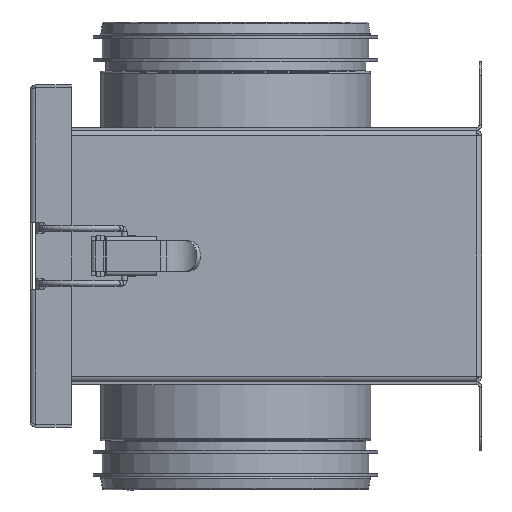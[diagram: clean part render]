
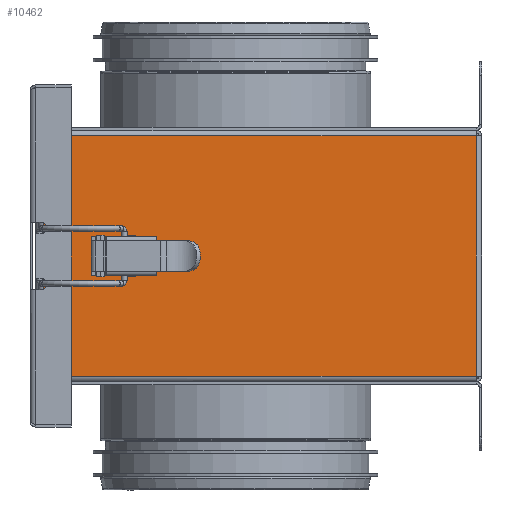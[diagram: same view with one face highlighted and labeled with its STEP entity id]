
A CAD part, left-side view. The second image highlights one B-rep face of the part: STEP entity #10462.
In plain terms, the highlighted planar face has unit normal (-1, 0, 0).
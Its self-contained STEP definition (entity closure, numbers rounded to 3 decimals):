
#170=FACE_BOUND('',#2148,.T.);
#171=FACE_BOUND('',#2149,.T.);
#172=FACE_BOUND('',#2150,.T.);
#316=CIRCLE('',#10912,10.);
#910=PLANE('',#11470);
#1446=FACE_OUTER_BOUND('',#2147,.T.);
#2147=EDGE_LOOP('',(#8752,#8753,#8754,#8755,#8756,#8757,#8758,#8759,#8760,
#8761,#8762,#8763));
#2148=EDGE_LOOP('',(#8764,#8765,#8766,#8767));
#2149=EDGE_LOOP('',(#8768,#8769,#8770,#8771));
#2150=EDGE_LOOP('',(#8772,#8773,#8774,#8775,#8776,#8777,#8778,#8779));
#2376=LINE('',#15007,#3290);
#2378=LINE('',#15015,#3292);
#2386=LINE('',#15042,#3300);
#2388=LINE('',#15050,#3302);
#2398=LINE('',#15082,#3312);
#2411=LINE('',#15113,#3325);
#2449=LINE('',#15287,#3363);
#2470=LINE('',#15342,#3384);
#2497=LINE('',#15412,#3411);
#2508=LINE('',#15452,#3422);
#2514=LINE('',#15471,#3428);
#2522=LINE('',#15489,#3436);
#2533=LINE('',#15520,#3447);
#2535=LINE('',#15523,#3449);
#2537=LINE('',#15529,#3451);
#3015=LINE('',#17267,#3929);
#3031=LINE('',#17330,#3945);
#3070=LINE('',#17455,#3984);
#3071=LINE('',#17457,#3985);
#3072=LINE('',#17459,#3986);
#3073=LINE('',#17461,#3987);
#3074=LINE('',#17463,#3988);
#3075=LINE('',#17465,#3989);
#3076=LINE('',#17467,#3990);
#3077=LINE('',#17469,#3991);
#3078=LINE('',#17471,#3992);
#3079=LINE('',#17472,#3993);
#3290=VECTOR('',#12001,10.);
#3292=VECTOR('',#12009,10.);
#3300=VECTOR('',#12029,10.);
#3302=VECTOR('',#12037,10.);
#3312=VECTOR('',#12063,10.);
#3325=VECTOR('',#12094,10.);
#3363=VECTOR('',#12228,10.);
#3384=VECTOR('',#12291,10.);
#3411=VECTOR('',#12366,10.);
#3422=VECTOR('',#12403,10.);
#3428=VECTOR('',#12419,10.);
#3436=VECTOR('',#12437,10.);
#3447=VECTOR('',#12468,10.);
#3449=VECTOR('',#12472,10.);
#3451=VECTOR('',#12480,10.);
#3929=VECTOR('',#14000,10.);
#3945=VECTOR('',#14038,10.);
#3984=VECTOR('',#14127,10.);
#3985=VECTOR('',#14128,10.);
#3986=VECTOR('',#14129,10.);
#3987=VECTOR('',#14130,10.);
#3988=VECTOR('',#14131,10.);
#3989=VECTOR('',#14132,10.);
#3990=VECTOR('',#14133,10.);
#3991=VECTOR('',#14134,10.);
#3992=VECTOR('',#14135,10.);
#3993=VECTOR('',#14136,10.);
#4194=VERTEX_POINT('',#14810);
#4247=VERTEX_POINT('',#15005);
#4248=VERTEX_POINT('',#15006);
#4251=VERTEX_POINT('',#15014);
#4263=VERTEX_POINT('',#15040);
#4264=VERTEX_POINT('',#15041);
#4267=VERTEX_POINT('',#15049);
#4281=VERTEX_POINT('',#15081);
#4322=VERTEX_POINT('',#15286);
#4353=VERTEX_POINT('',#15410);
#4354=VERTEX_POINT('',#15411);
#4370=VERTEX_POINT('',#15450);
#4378=VERTEX_POINT('',#15470);
#4383=VERTEX_POINT('',#15487);
#4392=VERTEX_POINT('',#15517);
#4393=VERTEX_POINT('',#15519);
#4394=VERTEX_POINT('',#15525);
#4846=VERTEX_POINT('',#17266);
#4854=VERTEX_POINT('',#17327);
#4855=VERTEX_POINT('',#17329);
#4879=VERTEX_POINT('',#17456);
#4880=VERTEX_POINT('',#17458);
#4881=VERTEX_POINT('',#17460);
#4882=VERTEX_POINT('',#17462);
#4883=VERTEX_POINT('',#17464);
#4884=VERTEX_POINT('',#17466);
#4885=VERTEX_POINT('',#17468);
#4886=VERTEX_POINT('',#17470);
#5170=EDGE_CURVE('',#4247,#4248,#2376,.T.);
#5174=EDGE_CURVE('',#4251,#4247,#2378,.T.);
#5187=EDGE_CURVE('',#4263,#4264,#2386,.T.);
#5191=EDGE_CURVE('',#4267,#4263,#2388,.T.);
#5207=EDGE_CURVE('',#4248,#4281,#2398,.T.);
#5224=EDGE_CURVE('',#4281,#4251,#2411,.T.);
#5285=EDGE_CURVE('',#4264,#4322,#2449,.T.);
#5314=EDGE_CURVE('',#4322,#4267,#2470,.T.);
#5346=EDGE_CURVE('',#4353,#4354,#2497,.T.);
#5367=EDGE_CURVE('',#4354,#4370,#2508,.T.);
#5376=EDGE_CURVE('',#4378,#4353,#2514,.T.);
#5386=EDGE_CURVE('',#4370,#4383,#2522,.T.);
#5401=EDGE_CURVE('',#4393,#4392,#2533,.T.);
#5403=EDGE_CURVE('',#4383,#4393,#2535,.T.);
#5404=EDGE_CURVE('',#4392,#4394,#316,.T.);
#5406=EDGE_CURVE('',#4394,#4378,#2537,.T.);
#6139=EDGE_CURVE('',#4846,#4194,#3015,.T.);
#6159=EDGE_CURVE('',#4855,#4854,#3031,.T.);
#6208=EDGE_CURVE('',#4194,#4855,#3070,.T.);
#6209=EDGE_CURVE('',#4879,#4854,#3071,.T.);
#6210=EDGE_CURVE('',#4879,#4880,#3072,.T.);
#6211=EDGE_CURVE('',#4880,#4881,#3073,.T.);
#6212=EDGE_CURVE('',#4881,#4882,#3074,.T.);
#6213=EDGE_CURVE('',#4882,#4883,#3075,.T.);
#6214=EDGE_CURVE('',#4883,#4884,#3076,.T.);
#6215=EDGE_CURVE('',#4884,#4885,#3077,.T.);
#6216=EDGE_CURVE('',#4885,#4886,#3078,.T.);
#6217=EDGE_CURVE('',#4846,#4886,#3079,.T.);
#8752=ORIENTED_EDGE('',*,*,#6139,.T.);
#8753=ORIENTED_EDGE('',*,*,#6208,.T.);
#8754=ORIENTED_EDGE('',*,*,#6159,.T.);
#8755=ORIENTED_EDGE('',*,*,#6209,.F.);
#8756=ORIENTED_EDGE('',*,*,#6210,.T.);
#8757=ORIENTED_EDGE('',*,*,#6211,.T.);
#8758=ORIENTED_EDGE('',*,*,#6212,.T.);
#8759=ORIENTED_EDGE('',*,*,#6213,.T.);
#8760=ORIENTED_EDGE('',*,*,#6214,.T.);
#8761=ORIENTED_EDGE('',*,*,#6215,.T.);
#8762=ORIENTED_EDGE('',*,*,#6216,.T.);
#8763=ORIENTED_EDGE('',*,*,#6217,.F.);
#8764=ORIENTED_EDGE('',*,*,#5174,.T.);
#8765=ORIENTED_EDGE('',*,*,#5170,.T.);
#8766=ORIENTED_EDGE('',*,*,#5207,.T.);
#8767=ORIENTED_EDGE('',*,*,#5224,.T.);
#8768=ORIENTED_EDGE('',*,*,#5191,.T.);
#8769=ORIENTED_EDGE('',*,*,#5187,.T.);
#8770=ORIENTED_EDGE('',*,*,#5285,.T.);
#8771=ORIENTED_EDGE('',*,*,#5314,.T.);
#8772=ORIENTED_EDGE('',*,*,#5401,.T.);
#8773=ORIENTED_EDGE('',*,*,#5404,.T.);
#8774=ORIENTED_EDGE('',*,*,#5406,.T.);
#8775=ORIENTED_EDGE('',*,*,#5376,.T.);
#8776=ORIENTED_EDGE('',*,*,#5346,.T.);
#8777=ORIENTED_EDGE('',*,*,#5367,.T.);
#8778=ORIENTED_EDGE('',*,*,#5386,.T.);
#8779=ORIENTED_EDGE('',*,*,#5403,.T.);
#10462=ADVANCED_FACE('',(#1446,#170,#171,#172),#910,.F.);
#10912=AXIS2_PLACEMENT_3D('',#15526,#12475,#12476);
#11470=AXIS2_PLACEMENT_3D('',#17454,#14125,#14126);
#12001=DIRECTION('',(0.,0.,1.));
#12009=DIRECTION('',(0.,1.,0.));
#12029=DIRECTION('',(0.,0.,-1.));
#12037=DIRECTION('',(0.,-1.,0.));
#12063=DIRECTION('',(0.,-1.,0.));
#12094=DIRECTION('',(0.,0.,-1.));
#12228=DIRECTION('',(0.,1.,0.));
#12291=DIRECTION('',(0.,0.,1.));
#12366=DIRECTION('',(0.,1.,0.));
#12403=DIRECTION('',(0.,0.,1.));
#12419=DIRECTION('',(0.,0.,-1.));
#12437=DIRECTION('',(0.,-1.,0.));
#12468=DIRECTION('',(0.,-1.,0.));
#12472=DIRECTION('',(0.,0.,-1.));
#12475=DIRECTION('center_axis',(1.,0.,0.));
#12476=DIRECTION('ref_axis',(0.,1.,0.));
#12480=DIRECTION('',(0.,1.,0.));
#14000=DIRECTION('',(0.,-1.,0.));
#14038=DIRECTION('',(0.,1.,0.));
#14125=DIRECTION('center_axis',(1.,0.,0.));
#14126=DIRECTION('ref_axis',(0.,0.,
1.));
#14127=DIRECTION('',(0.,0.,1.));
#14128=DIRECTION('',(0.,0.,1.));
#14129=DIRECTION('',(0.,-1.,0.));
#14130=DIRECTION('',(0.,0.,-1.));
#14131=DIRECTION('',(0.,1.,0.));
#14132=DIRECTION('',(0.,0.,-1.));
#14133=DIRECTION('',(0.,-1.,0.));
#14134=DIRECTION('',(0.,0.,-1.));
#14135=DIRECTION('',(0.,1.,0.));
#14136=DIRECTION('',(0.,0.,1.));
#14810=CARTESIAN_POINT('',(-100.,2.,-44.));
#15005=CARTESIAN_POINT('',(-100.,124.719,5.65));
#15006=CARTESIAN_POINT('',(-100.,124.719,7.25));
#15007=CARTESIAN_POINT('',(-100.,124.719,7.25));
#15014=CARTESIAN_POINT('',(-100.,119.642,5.65));
#15015=CARTESIAN_POINT('',(-100.,99.784,5.65));
#15040=CARTESIAN_POINT('',(-100.,119.642,-5.65));
#15041=CARTESIAN_POINT('',(-100.,119.642,-7.25));
#15042=CARTESIAN_POINT('',(-100.,119.642,-5.65));
#15049=CARTESIAN_POINT('',(-100.,124.719,-5.65));
#15050=CARTESIAN_POINT('',(-100.,99.785,-5.65));
#15081=CARTESIAN_POINT('',(-100.,119.642,7.25));
#15082=CARTESIAN_POINT('',(-100.,99.784,7.25));
#15113=CARTESIAN_POINT('',(-100.,119.642,7.25));
#15286=CARTESIAN_POINT('',(-100.,124.719,-7.25));
#15287=CARTESIAN_POINT('',(-100.,99.785,-7.25));
#15342=CARTESIAN_POINT('',(-100.,124.719,-5.65));
#15410=CARTESIAN_POINT('',(-100.,126.6,-7.5));
#15411=CARTESIAN_POINT('',(-100.,128.9,-7.5));
#15412=CARTESIAN_POINT('',(-100.,110.106,-7.5));
#15450=CARTESIAN_POINT('',(-100.,128.9,7.5));
#15452=CARTESIAN_POINT('',(-100.,128.9,-7.5));
#15470=CARTESIAN_POINT('',(-100.,126.6,-5.5));
#15471=CARTESIAN_POINT('',(-100.,126.6,-2.75));
#15487=CARTESIAN_POINT('',(-100.,126.6,7.5));
#15489=CARTESIAN_POINT('',(-100.,110.106,7.5));
#15517=CARTESIAN_POINT('',(-100.,107.548,5.5));
#15519=CARTESIAN_POINT('',(-100.,126.6,5.5));
#15520=CARTESIAN_POINT('',(-100.,103.735,5.5));
#15523=CARTESIAN_POINT('',(-100.,126.6,2.75));
#15525=CARTESIAN_POINT('',(-100.,107.548,-5.5));
#15526=CARTESIAN_POINT('Origin',(-100.,115.9,0.));
#15529=CARTESIAN_POINT('',(-100.,103.735,-5.5));
#17266=CARTESIAN_POINT('',(-100.,162.,-44.));
#17267=CARTESIAN_POINT('',(-100.,121.435,-44.));
#17327=CARTESIAN_POINT('',(-100.,162.,44.));
#17329=CARTESIAN_POINT('',(-100.,2.,44.));
#17330=CARTESIAN_POINT('',(-100.,41.435,44.));
#17454=CARTESIAN_POINT('Origin',(-100.,80.869,0.));
#17455=CARTESIAN_POINT('',(-100.,2.,0.));
#17456=CARTESIAN_POINT('',(-100.,162.,31.01));
#17457=CARTESIAN_POINT('',(-100.,162.,-46.));
#17458=CARTESIAN_POINT('',(-100.,159.99,31.01));
#17459=CARTESIAN_POINT('',(-100.,121.435,31.01));
#17460=CARTESIAN_POINT('',(-100.,159.99,31.));
#17461=CARTESIAN_POINT('',(-100.,159.99,15.505));
#17462=CARTESIAN_POINT('',(-100.,160.,31.));
#17463=CARTESIAN_POINT('',(-100.,120.43,31.));
#17464=CARTESIAN_POINT('',(-100.,160.,-31.));
#17465=CARTESIAN_POINT('',(-100.,160.,15.5));
#17466=CARTESIAN_POINT('',(-100.,159.99,-31.));
#17467=CARTESIAN_POINT('',(-100.,121.435,-31.));
#17468=CARTESIAN_POINT('',(-100.,159.99,-31.01));
#17469=CARTESIAN_POINT('',(-100.,159.99,-15.5));
#17470=CARTESIAN_POINT('',(-100.,162.,-31.01));
#17471=CARTESIAN_POINT('',(-100.,120.43,-31.01));
#17472=CARTESIAN_POINT('',(-100.,162.,-46.));
